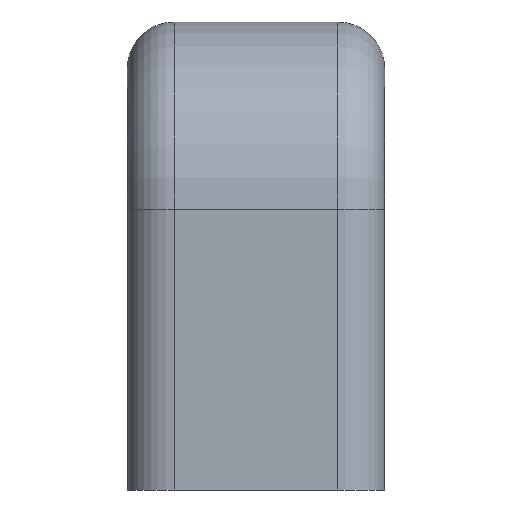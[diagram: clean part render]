
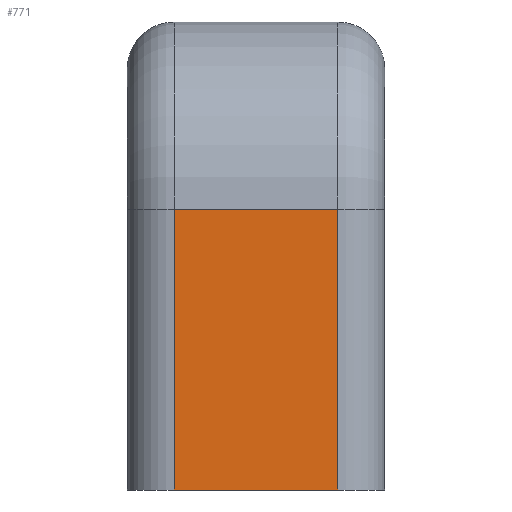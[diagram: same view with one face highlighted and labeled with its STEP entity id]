
A CAD part, front view. The second image highlights one B-rep face of the part: STEP entity #771.
In plain terms, the highlighted planar face has unit normal (0, -1, 0).
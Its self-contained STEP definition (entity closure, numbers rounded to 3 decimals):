
#22 = DIRECTION ( 'NONE',  ( 0., 0., -1. ) ) ;
#44 = DIRECTION ( 'NONE',  ( 1., 0., 0. ) ) ;
#52 = LINE ( 'NONE', #1043, #1133 ) ;
#57 = CARTESIAN_POINT ( 'NONE',  ( -3.5, -22.25, 0. ) ) ;
#152 = VERTEX_POINT ( 'NONE', #752 ) ;
#196 = VECTOR ( 'NONE', #22, 1000. ) ;
#215 = LINE ( 'NONE', #751, #823 ) ;
#265 = CARTESIAN_POINT ( 'NONE',  ( -3.5, -22.25, 20. ) ) ;
#300 = CARTESIAN_POINT ( 'NONE',  ( -5.5, -22.25, 12. ) ) ;
#339 = CARTESIAN_POINT ( 'NONE',  ( -5.5, -22.25, 20. ) ) ;
#356 = ORIENTED_EDGE ( 'NONE', *, *, #672, .T. ) ;
#401 = DIRECTION ( 'NONE',  ( 0., 0., 1. ) ) ;
#406 = DIRECTION ( 'NONE',  ( -1., 0., 0. ) ) ;
#526 = DIRECTION ( 'NONE',  ( 0., 0., 1. ) ) ;
#528 = EDGE_CURVE ( 'NONE', #789, #737, #651, .T. ) ;
#544 = EDGE_CURVE ( 'NONE', #737, #794, #215, .T. ) ;
#593 = AXIS2_PLACEMENT_3D ( 'NONE', #339, #888, #526 ) ;
#597 = EDGE_CURVE ( 'NONE', #152, #789, #955, .T. ) ;
#651 = LINE ( 'NONE', #265, #196 ) ;
#672 = EDGE_CURVE ( 'NONE', #794, #152, #52, .T. ) ;
#737 = VERTEX_POINT ( 'NONE', #57 ) ;
#751 = CARTESIAN_POINT ( 'NONE',  ( -5.5, -22.25, 0. ) ) ;
#752 = CARTESIAN_POINT ( 'NONE',  ( 3.5, -22.25, 12. ) ) ;
#771 = ADVANCED_FACE ( 'NONE', ( #798 ), #792, .F. ) ;
#785 = VECTOR ( 'NONE', #406, 1000. ) ;
#789 = VERTEX_POINT ( 'NONE', #1069 ) ;
#792 = PLANE ( 'NONE',  #593 ) ;
#794 = VERTEX_POINT ( 'NONE', #982 ) ;
#798 = FACE_OUTER_BOUND ( 'NONE', #948, .T. ) ;
#823 = VECTOR ( 'NONE', #44, 1000. ) ;
#828 = ORIENTED_EDGE ( 'NONE', *, *, #544, .T. ) ;
#888 = DIRECTION ( 'NONE',  ( 0., 1., 0. ) ) ;
#948 = EDGE_LOOP ( 'NONE', ( #828, #356, #991, #994 ) ) ;
#955 = LINE ( 'NONE', #300, #785 ) ;
#982 = CARTESIAN_POINT ( 'NONE',  ( 3.5, -22.25, 0. ) ) ;
#991 = ORIENTED_EDGE ( 'NONE', *, *, #597, .T. ) ;
#994 = ORIENTED_EDGE ( 'NONE', *, *, #528, .T. ) ;
#1043 = CARTESIAN_POINT ( 'NONE',  ( 3.5, -22.25, 20. ) ) ;
#1069 = CARTESIAN_POINT ( 'NONE',  ( -3.5, -22.25, 12. ) ) ;
#1133 = VECTOR ( 'NONE', #401, 1000. ) ;
